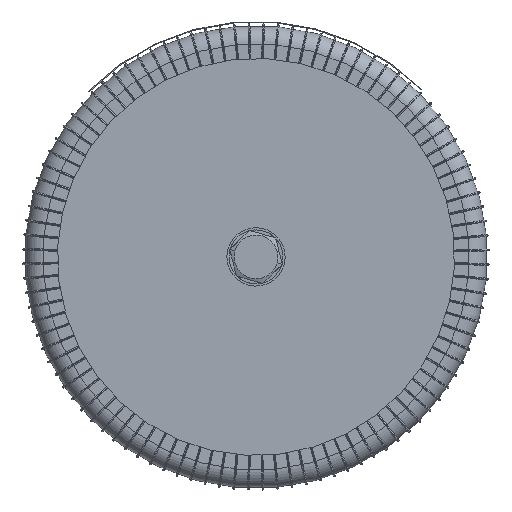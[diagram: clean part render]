
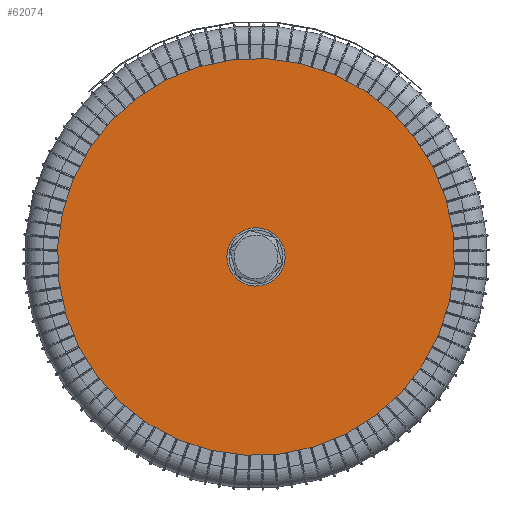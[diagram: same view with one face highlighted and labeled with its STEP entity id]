
A CAD part, front view. The second image highlights one B-rep face of the part: STEP entity #62074.
In plain terms, the highlighted planar face has unit normal (0, -1, 0).
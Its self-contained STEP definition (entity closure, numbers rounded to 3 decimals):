
#808 = DIRECTION ( 'NONE',  ( 0., 1., 0. ) ) ;
#2457 = CARTESIAN_POINT ( 'NONE',  ( 0., 0., 4. ) ) ;
#5215 = CARTESIAN_POINT ( 'NONE',  ( 0., 0., 0. ) ) ;
#5516 = DIRECTION ( 'NONE',  ( 0., 0., 1. ) ) ;
#6398 = DIRECTION ( 'NONE',  ( 0., 1., 0. ) ) ;
#7117 = CARTESIAN_POINT ( 'NONE',  ( 0., 0., 0. ) ) ;
#7377 = AXIS2_PLACEMENT_3D ( 'NONE', #5215, #10283, #5516 ) ;
#8051 = EDGE_CURVE ( 'NONE', #48043, #53885, #61413, .T. ) ;
#8579 = DIRECTION ( 'NONE',  ( 0., 1., 0. ) ) ;
#10283 = DIRECTION ( 'NONE',  ( 0., 1., 0. ) ) ;
#11260 = CARTESIAN_POINT ( 'NONE',  ( 0., 0., 54.5 ) ) ;
#11440 = CARTESIAN_POINT ( 'NONE',  ( 0., 0., -54.5 ) ) ;
#11530 = AXIS2_PLACEMENT_3D ( 'NONE', #49754, #6398, #25645 ) ;
#11559 = DIRECTION ( 'NONE',  ( 0., 1., 0. ) ) ;
#25645 = DIRECTION ( 'NONE',  ( 0., 0., 1. ) ) ;
#29243 = EDGE_CURVE ( 'NONE', #42364, #60748, #46842, .T. ) ;
#29880 = FACE_OUTER_BOUND ( 'NONE', #61070, .T. ) ;
#30999 = ORIENTED_EDGE ( 'NONE', *, *, #39012, .F. ) ;
#32254 = AXIS2_PLACEMENT_3D ( 'NONE', #43521, #808, #33740 ) ;
#32773 = ORIENTED_EDGE ( 'NONE', *, *, #8051, .T. ) ;
#33221 = CARTESIAN_POINT ( 'NONE',  ( 0., 0., 0. ) ) ;
#33740 = DIRECTION ( 'NONE',  ( 0., 0., 1. ) ) ;
#35318 = CIRCLE ( 'NONE', #32254, 54.5 ) ;
#35587 = DIRECTION ( 'NONE',  ( 0., 0., 1. ) ) ;
#36797 = AXIS2_PLACEMENT_3D ( 'NONE', #33221, #8579, #62530 ) ;
#37420 = EDGE_LOOP ( 'NONE', ( #57209, #32773 ) ) ;
#38776 = CIRCLE ( 'NONE', #11530, 4. ) ;
#39012 = EDGE_CURVE ( 'NONE', #60748, #42364, #35318, .T. ) ;
#39153 = CARTESIAN_POINT ( 'NONE',  ( 0., 0., -4. ) ) ;
#39675 = FACE_BOUND ( 'NONE', #37420, .T. ) ;
#42364 = VERTEX_POINT ( 'NONE', #11260 ) ;
#43521 = CARTESIAN_POINT ( 'NONE',  ( 0., 0., 0. ) ) ;
#46842 = CIRCLE ( 'NONE', #36797, 54.5 ) ;
#48043 = VERTEX_POINT ( 'NONE', #2457 ) ;
#48328 = AXIS2_PLACEMENT_3D ( 'NONE', #7117, #11559, #35587 ) ;
#49754 = CARTESIAN_POINT ( 'NONE',  ( 0., 0., 0. ) ) ;
#53885 = VERTEX_POINT ( 'NONE', #39153 ) ;
#55491 = ORIENTED_EDGE ( 'NONE', *, *, #29243, .F. ) ;
#57209 = ORIENTED_EDGE ( 'NONE', *, *, #58515, .T. ) ;
#57695 = PLANE ( 'NONE',  #7377 ) ;
#58515 = EDGE_CURVE ( 'NONE', #53885, #48043, #38776, .T. ) ;
#60748 = VERTEX_POINT ( 'NONE', #11440 ) ;
#61070 = EDGE_LOOP ( 'NONE', ( #30999, #55491 ) ) ;
#61413 = CIRCLE ( 'NONE', #48328, 4. ) ;
#62074 = ADVANCED_FACE ( 'NONE', ( #29880, #39675 ), #57695, .F. ) ;
#62530 = DIRECTION ( 'NONE',  ( 0., 0., 1. ) ) ;
